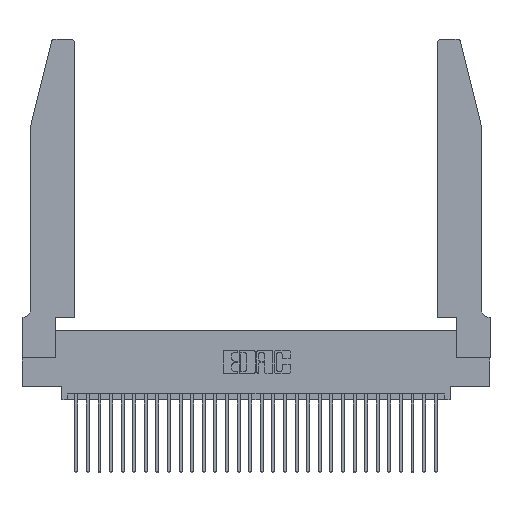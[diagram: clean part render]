
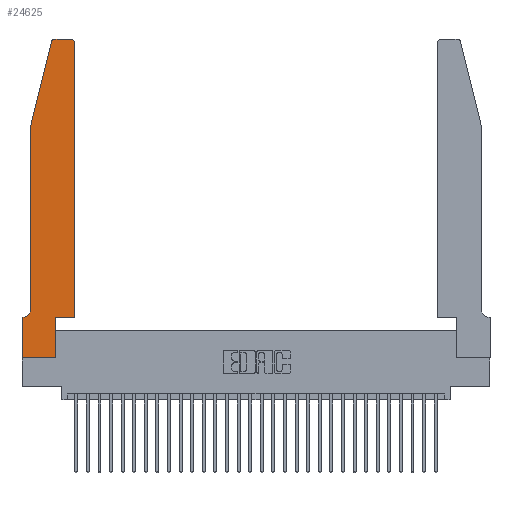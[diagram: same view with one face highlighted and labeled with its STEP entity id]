
A CAD part, top view. The second image highlights one B-rep face of the part: STEP entity #24625.
In plain terms, the highlighted planar face has unit normal (0, 0, 1).
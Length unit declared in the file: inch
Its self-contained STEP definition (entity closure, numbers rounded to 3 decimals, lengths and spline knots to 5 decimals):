
#143 = CARTESIAN_POINT ( 'NONE',  ( 0.2605, 2.75, 0.37 ) ) ;
#156 = VERTEX_POINT ( 'NONE', #4413 ) ;
#211 = CARTESIAN_POINT ( 'NONE',  ( 0.4505, 0.35, 0.37 ) ) ;
#469 = DIRECTION ( 'NONE',  ( 0., 1., 0. ) ) ;
#489 = EDGE_CURVE ( 'NONE', #5772, #30002, #2873, .T. ) ;
#750 = VECTOR ( 'NONE', #7270, 39.37008 ) ;
#1383 = CARTESIAN_POINT ( 'NONE',  ( 0.0055, 0.35, 0.37 ) ) ;
#1800 = EDGE_CURVE ( 'NONE', #2278, #21312, #13635, .T. ) ;
#1927 = DIRECTION ( 'NONE',  ( 1., 0., 0. ) ) ;
#2278 = VERTEX_POINT ( 'NONE', #15605 ) ;
#2756 = AXIS2_PLACEMENT_3D ( 'NONE', #30901, #16620, #1927 ) ;
#2873 = LINE ( 'NONE', #211, #22286 ) ;
#2988 = DIRECTION ( 'NONE',  ( 0., 1., 0. ) ) ;
#3497 = EDGE_LOOP ( 'NONE', ( #15449, #17663, #9548, #16047, #5609, #11638, #24309, #30853, #28667, #13232, #25412, #28805 ) ) ;
#3784 = EDGE_CURVE ( 'NONE', #5905, #19093, #23244, .T. ) ;
#4413 = CARTESIAN_POINT ( 'NONE',  ( 0.4205, 2.75, 0.37 ) ) ;
#5609 = ORIENTED_EDGE ( 'NONE', *, *, #1800, .T. ) ;
#5692 = CARTESIAN_POINT ( 'NONE',  ( 0., 0.35, 0.37 ) ) ;
#5772 = VERTEX_POINT ( 'NONE', #14900 ) ;
#5905 = VERTEX_POINT ( 'NONE', #5692 ) ;
#6041 = CARTESIAN_POINT ( 'NONE',  ( 0.284, 2.75, 0.37 ) ) ;
#6126 = VECTOR ( 'NONE', #11847, 39.37008 ) ;
#7064 = DIRECTION ( 'NONE',  ( 0., -1., 0. ) ) ;
#7072 = VERTEX_POINT ( 'NONE', #20074 ) ;
#7270 = DIRECTION ( 'NONE',  ( 1., 0., 0. ) ) ;
#7471 = EDGE_CURVE ( 'NONE', #21312, #5905, #25394, .T. ) ;
#7821 = DIRECTION ( 'NONE',  ( 0., -1., 0. ) ) ;
#8170 = DIRECTION ( 'NONE',  ( 0., 0., 1. ) ) ;
#9548 = ORIENTED_EDGE ( 'NONE', *, *, #11324, .T. ) ;
#9673 = CARTESIAN_POINT ( 'NONE',  ( 0.0755, 2., 0.37 ) ) ;
#9753 = CIRCLE ( 'NONE', #18686, 0.03 ) ;
#10251 = CARTESIAN_POINT ( 'NONE',  ( 0.284, 2.72, 0.37 ) ) ;
#10867 = VECTOR ( 'NONE', #26499, 39.37008 ) ;
#11324 = EDGE_CURVE ( 'NONE', #24955, #7072, #30001, .T. ) ;
#11527 = LINE ( 'NONE', #14989, #29872 ) ;
#11638 = ORIENTED_EDGE ( 'NONE', *, *, #7471, .T. ) ;
#11658 = EDGE_CURVE ( 'NONE', #7072, #2278, #15415, .T. ) ;
#11847 = DIRECTION ( 'NONE',  ( -1., 0., 0. ) ) ;
#12446 = DIRECTION ( 'NONE',  ( 1., 0., 0. ) ) ;
#12460 = DIRECTION ( 'NONE',  ( -1., 0., 0. ) ) ;
#12725 = DIRECTION ( 'NONE',  ( 1., 0., 0. ) ) ;
#13232 = ORIENTED_EDGE ( 'NONE', *, *, #24982, .T. ) ;
#13635 = CIRCLE ( 'NONE', #22460, 0.07 ) ;
#14340 = EDGE_CURVE ( 'NONE', #17040, #24955, #9753, .T. ) ;
#14900 = CARTESIAN_POINT ( 'NONE',  ( 0.4505, 0.35, 0.37 ) ) ;
#14989 = CARTESIAN_POINT ( 'NONE',  ( 0., 0., 0.37 ) ) ;
#15195 = CARTESIAN_POINT ( 'NONE',  ( 0.0755, 2., 0.37 ) ) ;
#15415 = LINE ( 'NONE', #15195, #27365 ) ;
#15428 = PLANE ( 'NONE',  #20464 ) ;
#15449 = ORIENTED_EDGE ( 'NONE', *, *, #18298, .T. ) ;
#15605 = CARTESIAN_POINT ( 'NONE',  ( 0.0755, 0.42, 0.37 ) ) ;
#16047 = ORIENTED_EDGE ( 'NONE', *, *, #11658, .T. ) ;
#16436 = CIRCLE ( 'NONE', #2756, 0.03 ) ;
#16620 = DIRECTION ( 'NONE',  ( 0., 0., 1. ) ) ;
#16772 = CARTESIAN_POINT ( 'NONE',  ( 0., 0., 0.37 ) ) ;
#16906 = VECTOR ( 'NONE', #7064, 39.37008 ) ;
#17040 = VERTEX_POINT ( 'NONE', #6041 ) ;
#17536 = EDGE_CURVE ( 'NONE', #30002, #156, #16436, .T. ) ;
#17663 = ORIENTED_EDGE ( 'NONE', *, *, #14340, .T. ) ;
#18298 = EDGE_CURVE ( 'NONE', #156, #17040, #20893, .T. ) ;
#18686 = AXIS2_PLACEMENT_3D ( 'NONE', #10251, #27076, #12725 ) ;
#18756 = LINE ( 'NONE', #24169, #750 ) ;
#19093 = VERTEX_POINT ( 'NONE', #27501 ) ;
#19380 = CARTESIAN_POINT ( 'NONE',  ( 0.25487, 2.72718, 0.37 ) ) ;
#19386 = VECTOR ( 'NONE', #12460, 39.37008 ) ;
#20074 = CARTESIAN_POINT ( 'NONE',  ( 0.0755, 2., 0.37 ) ) ;
#20464 = AXIS2_PLACEMENT_3D ( 'NONE', #29707, #8170, #25023 ) ;
#20893 = LINE ( 'NONE', #143, #19386 ) ;
#21312 = VERTEX_POINT ( 'NONE', #1383 ) ;
#22286 = VECTOR ( 'NONE', #469, 39.37008 ) ;
#22393 = CARTESIAN_POINT ( 'NONE',  ( 0.2865, 0., 0.37 ) ) ;
#22459 = CARTESIAN_POINT ( 'NONE',  ( 0.2865, 0.35, 0.37 ) ) ;
#22460 = AXIS2_PLACEMENT_3D ( 'NONE', #29312, #25424, #25252 ) ;
#22461 = FACE_OUTER_BOUND ( 'NONE', #3497, .T. ) ;
#22958 = VERTEX_POINT ( 'NONE', #27063 ) ;
#23244 = LINE ( 'NONE', #16772, #16906 ) ;
#24038 = CARTESIAN_POINT ( 'NONE',  ( 0.4505, 2.72, 0.37 ) ) ;
#24169 = CARTESIAN_POINT ( 'NONE',  ( 0.4505, 0.35, 0.37 ) ) ;
#24309 = ORIENTED_EDGE ( 'NONE', *, *, #3784, .T. ) ;
#24625 = ADVANCED_FACE ( 'NONE', ( #22461 ), #15428, .T. ) ;
#24955 = VERTEX_POINT ( 'NONE', #19380 ) ;
#24982 = EDGE_CURVE ( 'NONE', #22958, #5772, #18756, .T. ) ;
#25023 = DIRECTION ( 'NONE',  ( 1., 0., 0. ) ) ;
#25252 = DIRECTION ( 'NONE',  ( -1., 0., 0. ) ) ;
#25303 = VECTOR ( 'NONE', #2988, 39.37008 ) ;
#25394 = LINE ( 'NONE', #30991, #6126 ) ;
#25412 = ORIENTED_EDGE ( 'NONE', *, *, #489, .T. ) ;
#25424 = DIRECTION ( 'NONE',  ( 0., 0., -1. ) ) ;
#26198 = EDGE_CURVE ( 'NONE', #19093, #28709, #11527, .T. ) ;
#26499 = DIRECTION ( 'NONE',  ( -0.239, -0.971, 0. ) ) ;
#26794 = LINE ( 'NONE', #22459, #25303 ) ;
#27063 = CARTESIAN_POINT ( 'NONE',  ( 0.2865, 0.35, 0.37 ) ) ;
#27076 = DIRECTION ( 'NONE',  ( 0., 0., 1. ) ) ;
#27365 = VECTOR ( 'NONE', #7821, 39.37008 ) ;
#27501 = CARTESIAN_POINT ( 'NONE',  ( 0., 0., 0.37 ) ) ;
#27570 = EDGE_CURVE ( 'NONE', #28709, #22958, #26794, .T. ) ;
#28667 = ORIENTED_EDGE ( 'NONE', *, *, #27570, .T. ) ;
#28709 = VERTEX_POINT ( 'NONE', #22393 ) ;
#28805 = ORIENTED_EDGE ( 'NONE', *, *, #17536, .T. ) ;
#29312 = CARTESIAN_POINT ( 'NONE',  ( 0.0055, 0.42, 0.37 ) ) ;
#29707 = CARTESIAN_POINT ( 'NONE',  ( 0., 0.35, 0.37 ) ) ;
#29872 = VECTOR ( 'NONE', #12446, 39.37008 ) ;
#30001 = LINE ( 'NONE', #9673, #10867 ) ;
#30002 = VERTEX_POINT ( 'NONE', #24038 ) ;
#30853 = ORIENTED_EDGE ( 'NONE', *, *, #26198, .T. ) ;
#30901 = CARTESIAN_POINT ( 'NONE',  ( 0.4205, 2.72, 0.37 ) ) ;
#30991 = CARTESIAN_POINT ( 'NONE',  ( 0.0755, 0.35, 0.37 ) ) ;
